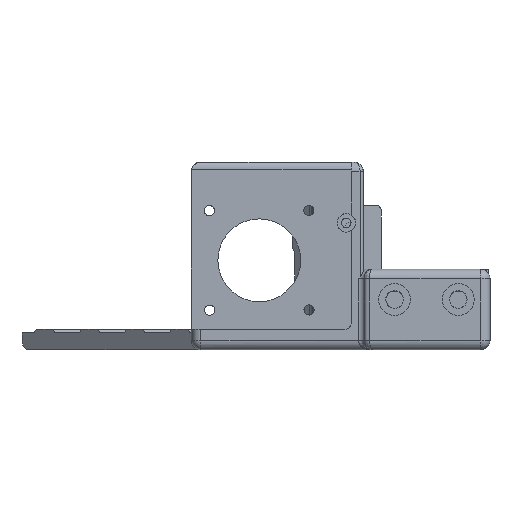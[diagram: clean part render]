
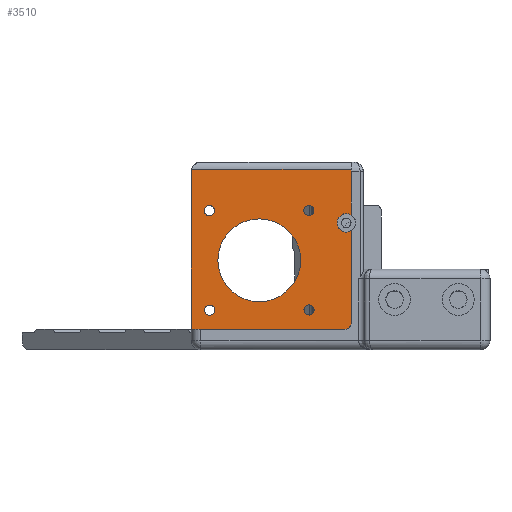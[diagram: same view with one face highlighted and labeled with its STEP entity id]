
A CAD part, front view. The second image highlights one B-rep face of the part: STEP entity #3510.
In plain terms, the highlighted planar face has unit normal (0, -1, 0).
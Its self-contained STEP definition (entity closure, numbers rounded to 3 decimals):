
#40=FACE_BOUND('',#1203,.T.);
#41=FACE_BOUND('',#1204,.T.);
#42=FACE_BOUND('',#1205,.T.);
#43=FACE_BOUND('',#1206,.T.);
#44=FACE_BOUND('',#1207,.T.);
#121=PLANE('',#3769);
#249=LINE('',#5264,#584);
#312=LINE('',#5438,#647);
#316=LINE('',#5452,#651);
#317=LINE('',#5456,#652);
#318=LINE('',#5461,#653);
#584=VECTOR('',#4171,3.);
#647=VECTOR('',#4308,10.);
#651=VECTOR('',#4326,10.);
#652=VECTOR('',#4329,10.);
#653=VECTOR('',#4334,10.);
#996=FACE_OUTER_BOUND('',#1202,.T.);
#1202=EDGE_LOOP('',(#2627,#2628,#2629,#2630,#2631,#2632,#2633,#2634,#2635));
#1203=EDGE_LOOP('',(#2636));
#1204=EDGE_LOOP('',(#2637));
#1205=EDGE_LOOP('',(#2638));
#1206=EDGE_LOOP('',(#2639));
#1207=EDGE_LOOP('',(#2640));
#1434=CIRCLE('',#3729,3.);
#1452=CIRCLE('',#3770,2.);
#1453=CIRCLE('',#3771,2.9);
#1454=CIRCLE('',#3772,2.9);
#1455=CIRCLE('',#3773,1.6);
#1456=CIRCLE('',#3774,13.);
#1457=CIRCLE('',#3775,1.6);
#1458=CIRCLE('',#3776,1.6);
#1459=CIRCLE('',#3777,1.6);
#1608=VERTEX_POINT('',#5252);
#1609=VERTEX_POINT('',#5263);
#1612=VERTEX_POINT('',#5271);
#1677=VERTEX_POINT('',#5436);
#1680=VERTEX_POINT('',#5451);
#1681=VERTEX_POINT('',#5453);
#1682=VERTEX_POINT('',#5455);
#1683=VERTEX_POINT('',#5457);
#1684=VERTEX_POINT('',#5459);
#1685=VERTEX_POINT('',#5462);
#1686=VERTEX_POINT('',#5464);
#1687=VERTEX_POINT('',#5466);
#1688=VERTEX_POINT('',#5468);
#1689=VERTEX_POINT('',#5470);
#1954=EDGE_CURVE('',#1608,#1609,#249,.T.);
#1959=EDGE_CURVE('',#1612,#1608,#1434,.T.);
#2040=EDGE_CURVE('',#1612,#1677,#312,.T.);
#2047=EDGE_CURVE('',#1680,#1677,#316,.T.);
#2048=EDGE_CURVE('',#1680,#1681,#1452,.T.);
#2049=EDGE_CURVE('',#1681,#1682,#317,.T.);
#2050=EDGE_CURVE('',#1682,#1683,#1453,.T.);
#2051=EDGE_CURVE('',#1683,#1684,#1454,.T.);
#2052=EDGE_CURVE('',#1684,#1609,#318,.T.);
#2053=EDGE_CURVE('',#1685,#1685,#1455,.T.);
#2054=EDGE_CURVE('',#1686,#1686,#1456,.T.);
#2055=EDGE_CURVE('',#1687,#1687,#1457,.T.);
#2056=EDGE_CURVE('',#1688,#1688,#1458,.T.);
#2057=EDGE_CURVE('',#1689,#1689,#1459,.T.);
#2627=ORIENTED_EDGE('',*,*,#1954,.F.);
#2628=ORIENTED_EDGE('',*,*,#1959,.F.);
#2629=ORIENTED_EDGE('',*,*,#2040,.T.);
#2630=ORIENTED_EDGE('',*,*,#2047,.F.);
#2631=ORIENTED_EDGE('',*,*,#2048,.T.);
#2632=ORIENTED_EDGE('',*,*,#2049,.T.);
#2633=ORIENTED_EDGE('',*,*,#2050,.T.);
#2634=ORIENTED_EDGE('',*,*,#2051,.T.);
#2635=ORIENTED_EDGE('',*,*,#2052,.T.);
#2636=ORIENTED_EDGE('',*,*,#2053,.T.);
#2637=ORIENTED_EDGE('',*,*,#2054,.T.);
#2638=ORIENTED_EDGE('',*,*,#2055,.T.);
#2639=ORIENTED_EDGE('',*,*,#2056,.T.);
#2640=ORIENTED_EDGE('',*,*,#2057,.T.);
#3510=ADVANCED_FACE('',(#996,#40,#41,#42,#43,#44),#121,.T.);
#3729=AXIS2_PLACEMENT_3D('',#5273,#4180,#4181);
#3769=AXIS2_PLACEMENT_3D('',#5450,#4324,#4325);
#3770=AXIS2_PLACEMENT_3D('',#5454,#4327,#4328);
#3771=AXIS2_PLACEMENT_3D('',#5458,#4330,#4331);
#3772=AXIS2_PLACEMENT_3D('',#5460,#4332,#4333);
#3773=AXIS2_PLACEMENT_3D('',#5463,#4335,#4336);
#3774=AXIS2_PLACEMENT_3D('',#5465,#4337,#4338);
#3775=AXIS2_PLACEMENT_3D('',#5467,#4339,#4340);
#3776=AXIS2_PLACEMENT_3D('',#5469,#4341,#4342);
#3777=AXIS2_PLACEMENT_3D('',#5471,#4343,#4344);
#4171=DIRECTION('',(1.,0.,0.));
#4180=DIRECTION('center_axis',(0.,1.,0.));
#4181=DIRECTION('ref_axis',(-0.707,0.,0.707));
#4308=DIRECTION('',(0.,0.,-1.));
#4324=DIRECTION('center_axis',(0.,-1.,0.));
#4325=DIRECTION('ref_axis',(1.,0.,0.));
#4326=DIRECTION('',(-1.,0.,0.));
#4327=DIRECTION('center_axis',(0.,-1.,0.));
#4328=DIRECTION('ref_axis',(0.707,0.,-0.707));
#4329=DIRECTION('',(0.,0.,1.));
#4330=DIRECTION('center_axis',(0.,1.,0.));
#4331=DIRECTION('ref_axis',(1.,0.,0.));
#4332=DIRECTION('center_axis',(0.,1.,0.));
#4333=DIRECTION('ref_axis',(1.,0.,0.));
#4334=DIRECTION('',(0.,0.,1.));
#4335=DIRECTION('center_axis',(0.,1.,0.));
#4336=DIRECTION('ref_axis',(1.,0.,0.));
#4337=DIRECTION('center_axis',(0.,1.,0.));
#4338=DIRECTION('ref_axis',(1.,0.,0.));
#4339=DIRECTION('center_axis',(0.,1.,0.));
#4340=DIRECTION('ref_axis',(1.,0.,0.));
#4341=DIRECTION('center_axis',(0.,1.,0.));
#4342=DIRECTION('ref_axis',(1.,0.,0.));
#4343=DIRECTION('center_axis',(0.,1.,0.));
#4344=DIRECTION('ref_axis',(1.,0.,0.));
#5252=CARTESIAN_POINT('',(-23.232,-32.268,56.764));
#5263=CARTESIAN_POINT('',(26.899,-32.268,56.764));
#5264=CARTESIAN_POINT('',(0.322,-32.268,56.764));
#5271=CARTESIAN_POINT('',(-23.331,-32.268,56.));
#5273=CARTESIAN_POINT('Origin',(-20.331,-32.268,56.));
#5436=CARTESIAN_POINT('',(-23.331,-32.268,6.5));
#5438=CARTESIAN_POINT('',(-23.331,-32.268,73.));
#5450=CARTESIAN_POINT('Origin',(3.664,-32.268,39.75));
#5451=CARTESIAN_POINT('',(24.899,-32.268,6.5));
#5452=CARTESIAN_POINT('',(2.724,-32.268,6.5));
#5453=CARTESIAN_POINT('',(26.899,-32.268,8.5));
#5454=CARTESIAN_POINT('Origin',(24.899,-32.268,8.5));
#5455=CARTESIAN_POINT('',(26.899,-32.268,37.448));
#5456=CARTESIAN_POINT('',(26.899,-32.268,49.375));
#5457=CARTESIAN_POINT('',(22.431,-32.268,39.887));
#5458=CARTESIAN_POINT('Origin',(25.331,-32.268,39.887));
#5459=CARTESIAN_POINT('',(26.899,-32.268,42.327));
#5460=CARTESIAN_POINT('Origin',(25.331,-32.268,39.887));
#5461=CARTESIAN_POINT('',(26.899,-32.268,49.375));
#5462=CARTESIAN_POINT('',(11.98,-32.268,43.8));
#5463=CARTESIAN_POINT('Origin',(13.58,-32.268,43.8));
#5464=CARTESIAN_POINT('',(-15.,-32.268,28.15));
#5465=CARTESIAN_POINT('Origin',(-2.,-32.268,28.15));
#5466=CARTESIAN_POINT('',(-19.25,-32.268,43.73));
#5467=CARTESIAN_POINT('Origin',(-17.65,-32.268,43.73));
#5468=CARTESIAN_POINT('',(-19.18,-32.268,12.5));
#5469=CARTESIAN_POINT('Origin',(-17.58,-32.268,12.5));
#5470=CARTESIAN_POINT('',(12.05,-32.268,12.57));
#5471=CARTESIAN_POINT('Origin',(13.65,-32.268,12.57));
